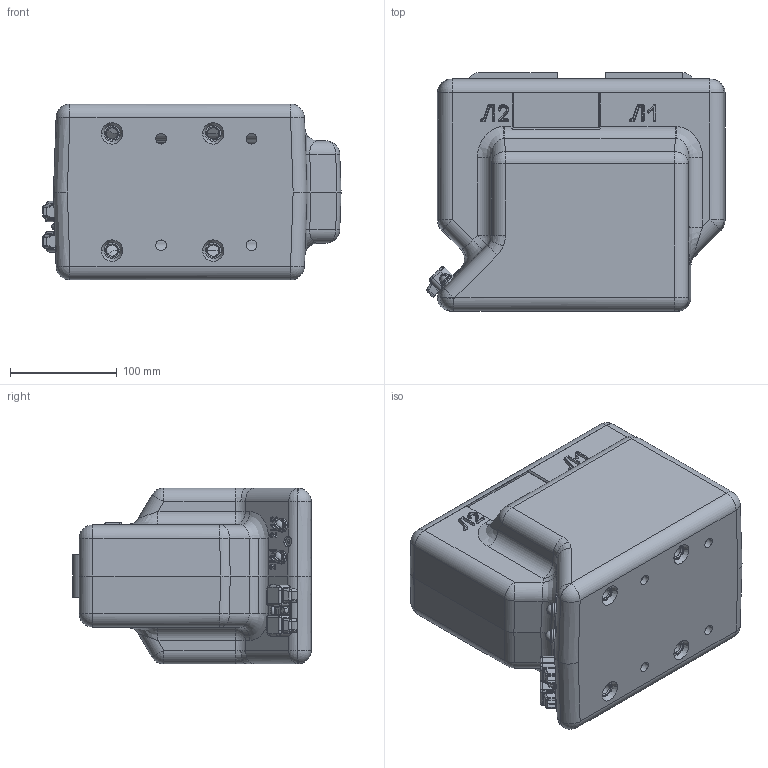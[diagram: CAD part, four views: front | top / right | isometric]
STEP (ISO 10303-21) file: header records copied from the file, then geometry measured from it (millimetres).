
FILE_DESCRIPTION (( 'STEP AP203' ), '1' );
FILE_NAME ('ﾒﾎﾋ-10-I-2.STEP', '2024-06-18T06:12:35', ( '' ), ( '' ), 'SwSTEP 2.0', 'SolidWorks 2010', '' );
FILE_SCHEMA (( 'CONFIG_CONTROL_DESIGN' ));
Length unit declared in the file: millimetre
Products named in the file (1): ﾒﾎﾋ-10-I-2
Bounding box: 279.87 x 224 x 165 mm (x, y, z)
Surface area: 257494.2 mm2 (no closed solid volume)
Topology: 0 solids, 22 shells, 614 faces, 1747 edges, 1134 vertices
Faces by surface type: plane 205, cylinder 172, cone 121, bspline 78, sphere 32, torus 6
Entity records: 22485 total; most frequent: CARTESIAN_POINT 7310, ORIENTED_EDGE 3093, DIRECTION 3080, EDGE_CURVE 1732, VERTEX_POINT 1134, AXIS2_PLACEMENT_3D 1129, VECTOR 822, LINE 822
